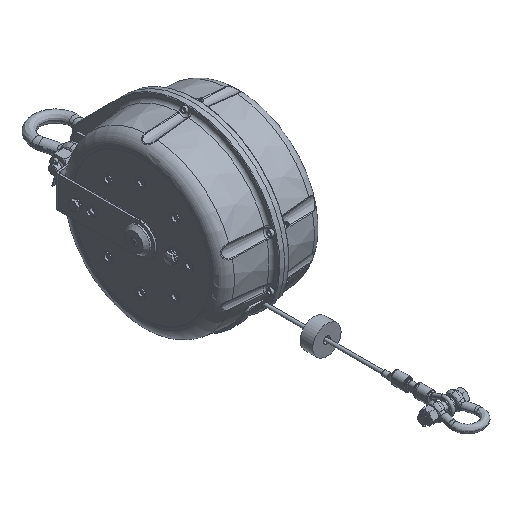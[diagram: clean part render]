
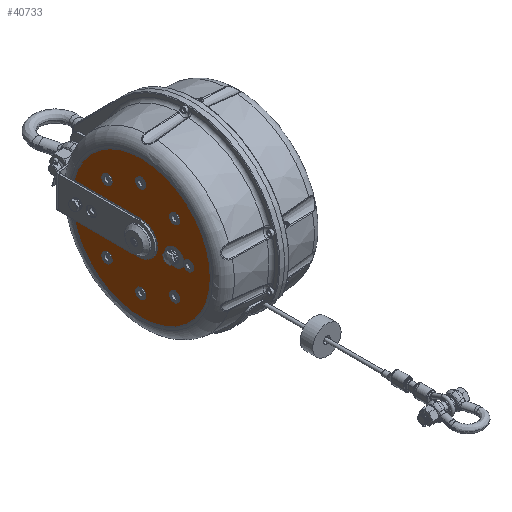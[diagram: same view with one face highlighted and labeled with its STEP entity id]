
A CAD part, isometric view. The second image highlights one B-rep face of the part: STEP entity #40733.
In plain terms, the highlighted planar face has unit normal (-1, 0, 0).
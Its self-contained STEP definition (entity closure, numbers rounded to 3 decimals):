
#14=ELLIPSE('',#43286,15.,13.268);
#59=FACE_BOUND('',#7201,.T.);
#60=FACE_BOUND('',#7202,.T.);
#61=FACE_BOUND('',#7203,.T.);
#62=FACE_BOUND('',#7204,.T.);
#63=FACE_BOUND('',#7205,.T.);
#64=FACE_BOUND('',#7206,.T.);
#65=FACE_BOUND('',#7207,.T.);
#66=FACE_BOUND('',#7208,.T.);
#3670=PLANE('',#43288);
#4761=FACE_OUTER_BOUND('',#7200,.T.);
#7200=EDGE_LOOP('',(#26179,#26180,#26181,#26182));
#7201=EDGE_LOOP('',(#26183));
#7202=EDGE_LOOP('',(#26184));
#7203=EDGE_LOOP('',(#26185));
#7204=EDGE_LOOP('',(#26186));
#7205=EDGE_LOOP('',(#26187));
#7206=EDGE_LOOP('',(#26188));
#7207=EDGE_LOOP('',(#26189));
#7208=EDGE_LOOP('',(#26190));
#9795=LINE('',#61162,#11908);
#9796=LINE('',#61165,#11909);
#11908=VECTOR('',#46978,1.);
#11909=VECTOR('',#46981,1.);
#14030=CIRCLE('',#43289,109.636);
#14031=CIRCLE('',#43290,25.822);
#14032=CIRCLE('',#43291,7.5);
#14033=CIRCLE('',#43292,7.5);
#14034=CIRCLE('',#43293,7.5);
#14035=CIRCLE('',#43294,7.5);
#14036=CIRCLE('',#43295,7.5);
#14037=CIRCLE('',#43296,7.5);
#14038=CIRCLE('',#43297,7.5);
#15727=VERTEX_POINT('',#61153);
#15728=VERTEX_POINT('',#61158);
#15729=VERTEX_POINT('',#61159);
#15730=VERTEX_POINT('',#61161);
#15731=VERTEX_POINT('',#61163);
#15732=VERTEX_POINT('',#61166);
#15733=VERTEX_POINT('',#61168);
#15734=VERTEX_POINT('',#61170);
#15735=VERTEX_POINT('',#61172);
#15736=VERTEX_POINT('',#61174);
#15737=VERTEX_POINT('',#61176);
#15738=VERTEX_POINT('',#61178);
#19708=EDGE_CURVE('',#15727,#15727,#14,.T.);
#19709=EDGE_CURVE('',#15728,#15729,#14030,.T.);
#19710=EDGE_CURVE('',#15730,#15728,#9795,.T.);
#19711=EDGE_CURVE('',#15731,#15730,#14031,.T.);
#19712=EDGE_CURVE('',#15729,#15731,#9796,.T.);
#19713=EDGE_CURVE('',#15732,#15732,#14032,.T.);
#19714=EDGE_CURVE('',#15733,#15733,#14033,.T.);
#19715=EDGE_CURVE('',#15734,#15734,#14034,.T.);
#19716=EDGE_CURVE('',#15735,#15735,#14035,.T.);
#19717=EDGE_CURVE('',#15736,#15736,#14036,.T.);
#19718=EDGE_CURVE('',#15737,#15737,#14037,.T.);
#19719=EDGE_CURVE('',#15738,#15738,#14038,.T.);
#26179=ORIENTED_EDGE('',*,*,#19709,.F.);
#26180=ORIENTED_EDGE('',*,*,#19710,.F.);
#26181=ORIENTED_EDGE('',*,*,#19711,.F.);
#26182=ORIENTED_EDGE('',*,*,#19712,.F.);
#26183=ORIENTED_EDGE('',*,*,#19713,.T.);
#26184=ORIENTED_EDGE('',*,*,#19714,.T.);
#26185=ORIENTED_EDGE('',*,*,#19715,.T.);
#26186=ORIENTED_EDGE('',*,*,#19716,.T.);
#26187=ORIENTED_EDGE('',*,*,#19717,.T.);
#26188=ORIENTED_EDGE('',*,*,#19718,.T.);
#26189=ORIENTED_EDGE('',*,*,#19719,.T.);
#26190=ORIENTED_EDGE('',*,*,#19708,.T.);
#40733=ADVANCED_FACE('',(#4761,#59,#60,#61,#62,#63,#64,#65,#66),#3670,.T.);
#43286=AXIS2_PLACEMENT_3D('',#61155,#46970,#46971);
#43288=AXIS2_PLACEMENT_3D('',#61157,#46974,#46975);
#43289=AXIS2_PLACEMENT_3D('',#61160,#46976,#46977);
#43290=AXIS2_PLACEMENT_3D('',#61164,#46979,#46980);
#43291=AXIS2_PLACEMENT_3D('',#61167,#46982,#46983);
#43292=AXIS2_PLACEMENT_3D('',#61169,#46984,#46985);
#43293=AXIS2_PLACEMENT_3D('',#61171,#46986,#46987);
#43294=AXIS2_PLACEMENT_3D('',#61173,#46988,#46989);
#43295=AXIS2_PLACEMENT_3D('',#61175,#46990,#46991);
#43296=AXIS2_PLACEMENT_3D('',#61177,#46992,#46993);
#43297=AXIS2_PLACEMENT_3D('',#61179,#46994,#46995);
#46970=DIRECTION('center_axis',(1.,0.,0.));
#46971=DIRECTION('ref_axis',(0.,-1.,0.));
#46974=DIRECTION('center_axis',(-1.,0.,0.));
#46975=DIRECTION('ref_axis',(0.,0.,
1.));
#46976=DIRECTION('center_axis',(1.,0.,0.));
#46977=DIRECTION('ref_axis',(0.,0.973,0.232));
#46978=DIRECTION('',(0.,1.,0.));
#46979=DIRECTION('center_axis',(-1.,0.,0.));
#46980=DIRECTION('ref_axis',(0.,0.,
-1.));
#46981=DIRECTION('',(0.,-1.,0.));
#46982=DIRECTION('center_axis',(1.,0.,0.));
#46983=DIRECTION('ref_axis',(0.,-1.,0.));
#46984=DIRECTION('center_axis',(1.,0.,0.));
#46985=DIRECTION('ref_axis',(0.,-1.,0.));
#46986=DIRECTION('center_axis',(1.,0.,0.));
#46987=DIRECTION('ref_axis',(0.,-1.,0.));
#46988=DIRECTION('center_axis',(1.,0.,0.));
#46989=DIRECTION('ref_axis',(0.,-1.,0.));
#46990=DIRECTION('center_axis',(1.,0.,0.));
#46991=DIRECTION('ref_axis',(0.,-1.,0.));
#46992=DIRECTION('center_axis',(1.,0.,0.));
#46993=DIRECTION('ref_axis',(0.,-1.,0.));
#46994=DIRECTION('center_axis',(1.,0.,0.));
#46995=DIRECTION('ref_axis',(0.,-1.,0.));
#61153=CARTESIAN_POINT('',(-78.5,-38.,0.));
#61155=CARTESIAN_POINT('Origin',(-78.5,-53.,0.));
#61157=CARTESIAN_POINT('Origin',(-78.5,-1.439,0.));
#61158=CARTESIAN_POINT('',(-78.5,106.552,25.822));
#61159=CARTESIAN_POINT('',(-78.5,106.552,-25.822));
#61160=CARTESIAN_POINT('Origin',(-78.5,0.,0.));
#61161=CARTESIAN_POINT('',(-78.5,0.,25.822));
#61162=CARTESIAN_POINT('',(-78.5,0.,25.822));
#61163=CARTESIAN_POINT('',(-78.5,0.,-25.822));
#61164=CARTESIAN_POINT('Origin',(-78.5,0.,0.));
#61165=CARTESIAN_POINT('',(-78.5,53.561,-25.822));
#61166=CARTESIAN_POINT('',(-78.5,61.24,53.74));
#61167=CARTESIAN_POINT('Origin',(-78.5,53.74,53.74));
#61168=CARTESIAN_POINT('',(-78.5,7.5,76.));
#61169=CARTESIAN_POINT('Origin',(-78.5,0.,76.));
#61170=CARTESIAN_POINT('',(-78.5,-46.24,53.74));
#61171=CARTESIAN_POINT('Origin',(-78.5,-53.74,53.74));
#61172=CARTESIAN_POINT('',(-78.5,61.24,-53.74));
#61173=CARTESIAN_POINT('Origin',(-78.5,53.74,-53.74));
#61174=CARTESIAN_POINT('',(-78.5,7.5,-76.));
#61175=CARTESIAN_POINT('Origin',(-78.5,0.,-76.));
#61176=CARTESIAN_POINT('',(-78.5,-46.24,-53.74));
#61177=CARTESIAN_POINT('Origin',(-78.5,-53.74,-53.74));
#61178=CARTESIAN_POINT('',(-78.5,-68.5,0.));
#61179=CARTESIAN_POINT('Origin',(-78.5,-76.,0.));
